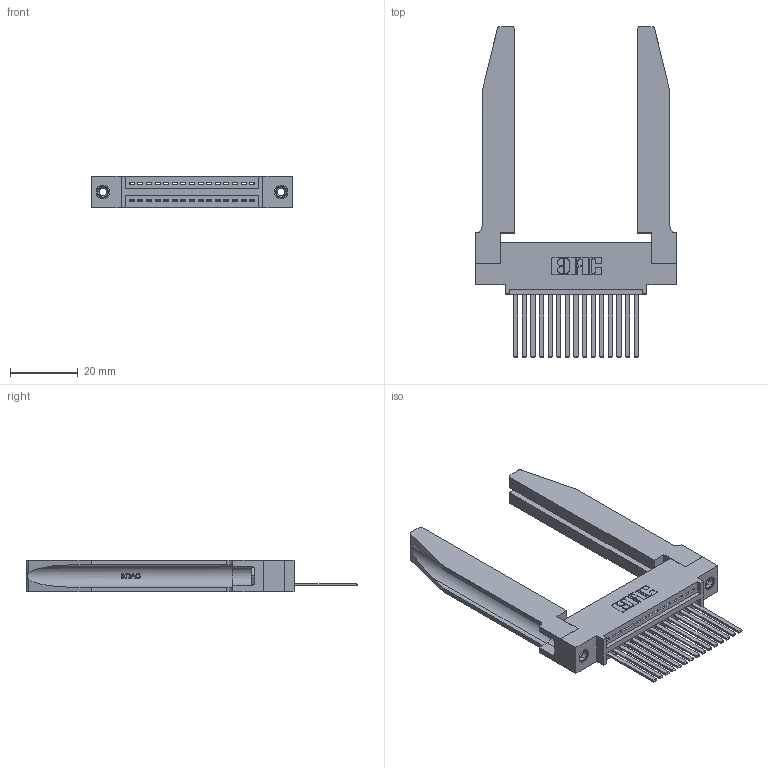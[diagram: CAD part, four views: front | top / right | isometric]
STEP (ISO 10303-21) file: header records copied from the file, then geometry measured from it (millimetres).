
FILE_DESCRIPTION (( 'STEP AP203' ), '1' );
FILE_NAME ('345-015-544-478.STEP', '2019-10-04T12:44:27', ( '' ), ( '' ), 'SwSTEP 2.0', 'SolidWorks 2016', '' );
FILE_SCHEMA (( 'CONFIG_CONTROL_DESIGN' ));
Length unit declared in the file: inch
Products named in the file (5): 345-292-001_345-293-144; 345-220-078_345-220-078; 345 Part_0.110 Offset - 0.156 Dia-TH; 345-250-001_345-250-001-102; 345-015-544-478
Assembly tree (20 placements, depth 2):
  345-015-544-478
    345 Part_0.110 Offset - 0.156 Dia-TH
    345-292-001_345-293-144  x15
    345-250-001_345-250-001-102  x2
    345-220-078_345-220-078  x2
Bounding box: 59.33 x 97.71 x 9.4 mm (x, y, z)
Volume: 13285.3 mm3; surface area: 14410.7 mm2
Topology: 20 solids, 20 shells, 1144 faces, 3331 edges, 2190 vertices
Faces by surface type: plane 766, cylinder 326, bspline 36, cone 12, torus 4
Entity records: 19612 total; most frequent: CARTESIAN_POINT 4296, ORIENTED_EDGE 3142, DIRECTION 2795, EDGE_CURVE 1571, VECTOR 1289, LINE 1289, VERTEX_POINT 1040, AXIS2_PLACEMENT_3D 753
